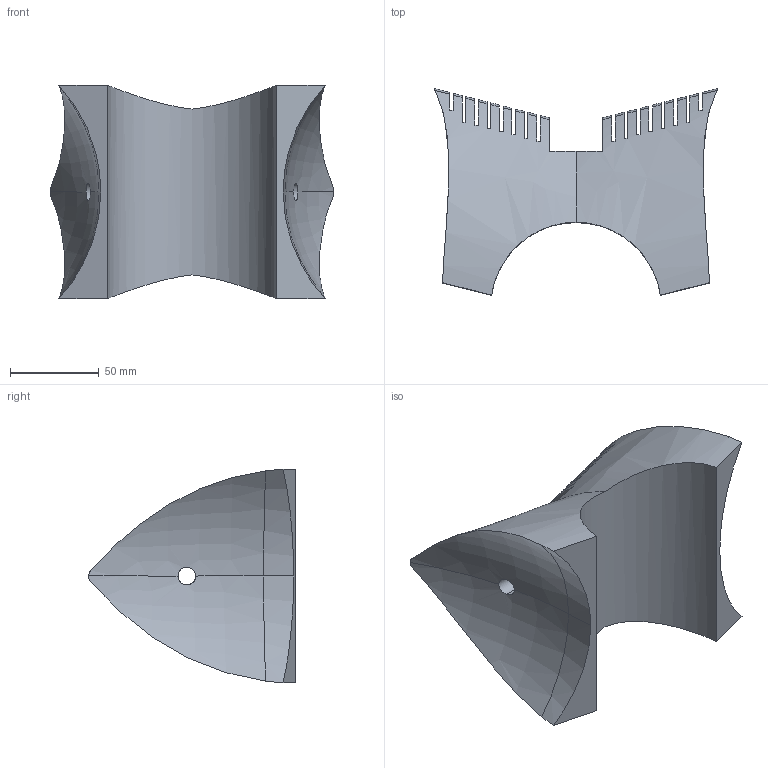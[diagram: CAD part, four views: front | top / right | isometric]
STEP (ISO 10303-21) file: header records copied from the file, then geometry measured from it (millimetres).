
FILE_DESCRIPTION(('STEP AP214'),'1');
FILE_NAME('EchThermSup-R003.step','2024-09-23T13:36:12',(' '),(' '),'Spatial InterOp 3D',' ',' ');
FILE_SCHEMA(('AUTOMOTIVE_DESIGN { 1 0 10303 214 1 1 1 1 }'));
Length unit declared in the file: millimetre
Products named in the file (1): 1
Bounding box: 159.43 x 116.22 x 120 mm (x, y, z)
Volume: 674347.1 mm3; surface area: 81720.1 mm2
Topology: 1 solids, 1 shells, 86 faces, 256 edges, 170 vertices
Faces by surface type: plane 53, bspline 22, cylinder 7, torus 4
Entity records: 4346 total; most frequent: CARTESIAN_POINT 1311, DIRECTION 514, ORIENTED_EDGE 512, EDGE_CURVE 256, AXIS2_PLACEMENT_3D 217, VERTEX_POINT 170, CIRCLE 112, STYLED_ITEM 86
